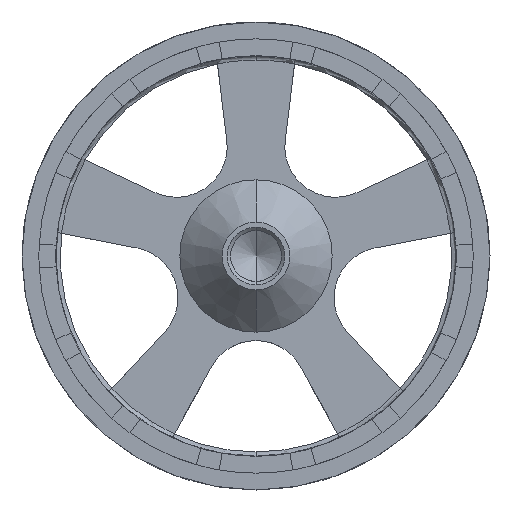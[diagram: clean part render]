
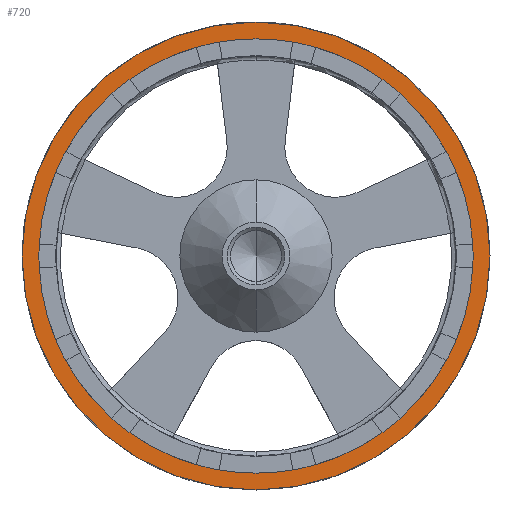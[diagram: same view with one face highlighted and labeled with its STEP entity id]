
A CAD part, front view. The second image highlights one B-rep face of the part: STEP entity #720.
In plain terms, the highlighted planar face has unit normal (0, -1, 0).
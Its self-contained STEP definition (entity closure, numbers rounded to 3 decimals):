
#24 = AXIS2_PLACEMENT_3D ( 'NONE', #2304, #5854, #3209 ) ;
#124 = EDGE_LOOP ( 'NONE', ( #5654, #4170 ) ) ;
#125 = VERTEX_POINT ( 'NONE', #1686 ) ;
#148 = CIRCLE ( 'NONE', #24, 13.825 ) ;
#299 = CARTESIAN_POINT ( 'NONE',  ( 0., 4.5, 0. ) ) ;
#403 = DIRECTION ( 'NONE',  ( 0., 0., -1. ) ) ;
#651 = EDGE_CURVE ( 'NONE', #2462, #5247, #2793, .T. ) ;
#671 = CARTESIAN_POINT ( 'NONE',  ( 0., 4.5, 0. ) ) ;
#720 = ADVANCED_FACE ( 'NONE', ( #4368, #3151 ), #3939, .T. ) ;
#871 = AXIS2_PLACEMENT_3D ( 'NONE', #1302, #1259, #403 ) ;
#887 = EDGE_LOOP ( 'NONE', ( #2836, #1949 ) ) ;
#1146 = CARTESIAN_POINT ( 'NONE',  ( 0., 4.5, 0. ) ) ;
#1259 = DIRECTION ( 'NONE',  ( 0., -1., 0. ) ) ;
#1302 = CARTESIAN_POINT ( 'NONE',  ( 13.825, 4.5, 0. ) ) ;
#1584 = DIRECTION ( 'NONE',  ( 0., 0., -1. ) ) ;
#1686 = CARTESIAN_POINT ( 'NONE',  ( 0., 4.5, -13.825 ) ) ;
#1879 = CIRCLE ( 'NONE', #5050, 12.825 ) ;
#1949 = ORIENTED_EDGE ( 'NONE', *, *, #5218, .T. ) ;
#2116 = EDGE_CURVE ( 'NONE', #5247, #2462, #1879, .T. ) ;
#2175 = AXIS2_PLACEMENT_3D ( 'NONE', #299, #2558, #1584 ) ;
#2304 = CARTESIAN_POINT ( 'NONE',  ( 0., 4.5, 0. ) ) ;
#2462 = VERTEX_POINT ( 'NONE', #3664 ) ;
#2558 = DIRECTION ( 'NONE',  ( 0., -1., 0. ) ) ;
#2793 = CIRCLE ( 'NONE', #2175, 12.825 ) ;
#2836 = ORIENTED_EDGE ( 'NONE', *, *, #5610, .T. ) ;
#2916 = DIRECTION ( 'NONE',  ( 0., 0., -1. ) ) ;
#3151 = FACE_BOUND ( 'NONE', #124, .T. ) ;
#3209 = DIRECTION ( 'NONE',  ( 0., 0., -1. ) ) ;
#3647 = CARTESIAN_POINT ( 'NONE',  ( 0., 4.5, 12.825 ) ) ;
#3664 = CARTESIAN_POINT ( 'NONE',  ( 0., 4.5, -12.825 ) ) ;
#3852 = AXIS2_PLACEMENT_3D ( 'NONE', #671, #5668, #2916 ) ;
#3939 = PLANE ( 'NONE',  #871 ) ;
#4170 = ORIENTED_EDGE ( 'NONE', *, *, #2116, .F. ) ;
#4290 = DIRECTION ( 'NONE',  ( 0., -1., 0. ) ) ;
#4368 = FACE_OUTER_BOUND ( 'NONE', #887, .T. ) ;
#4614 = VERTEX_POINT ( 'NONE', #5342 ) ;
#4776 = CIRCLE ( 'NONE', #3852, 13.825 ) ;
#5050 = AXIS2_PLACEMENT_3D ( 'NONE', #1146, #4290, #5159 ) ;
#5159 = DIRECTION ( 'NONE',  ( 0., 0., -1. ) ) ;
#5218 = EDGE_CURVE ( 'NONE', #4614, #125, #148, .T. ) ;
#5247 = VERTEX_POINT ( 'NONE', #3647 ) ;
#5342 = CARTESIAN_POINT ( 'NONE',  ( 0., 4.5, 13.825 ) ) ;
#5610 = EDGE_CURVE ( 'NONE', #125, #4614, #4776, .T. ) ;
#5654 = ORIENTED_EDGE ( 'NONE', *, *, #651, .F. ) ;
#5668 = DIRECTION ( 'NONE',  ( 0., -1., 0. ) ) ;
#5854 = DIRECTION ( 'NONE',  ( 0., -1., 0. ) ) ;
